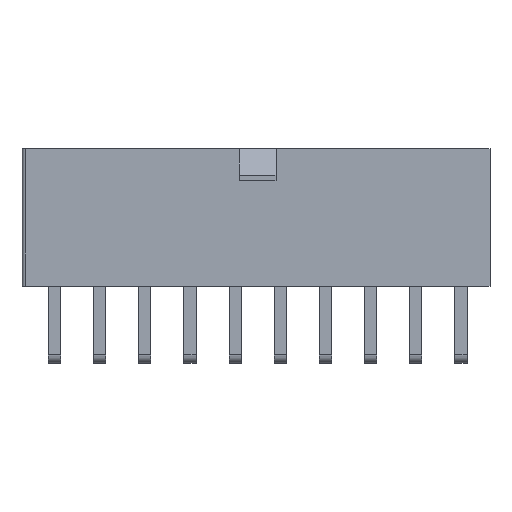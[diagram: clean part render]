
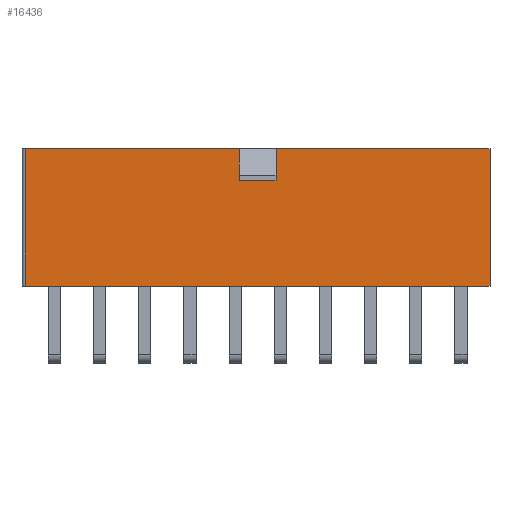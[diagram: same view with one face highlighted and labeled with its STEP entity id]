
A CAD part, top view. The second image highlights one B-rep face of the part: STEP entity #16436.
In plain terms, the highlighted planar face has unit normal (0, 0, 1).
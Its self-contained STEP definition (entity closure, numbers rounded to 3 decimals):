
#1851=ORIENTED_EDGE('',*,*,#4430,.T.);
#1852=ORIENTED_EDGE('',*,*,#4431,.T.);
#1853=ORIENTED_EDGE('',*,*,#4396,.F.);
#1854=ORIENTED_EDGE('',*,*,#4432,.T.);
#1855=ORIENTED_EDGE('',*,*,#4433,.T.);
#1856=ORIENTED_EDGE('',*,*,#4434,.F.);
#1857=ORIENTED_EDGE('',*,*,#4398,.F.);
#1858=ORIENTED_EDGE('',*,*,#4435,.F.);
#4396=EDGE_CURVE('',#5743,#5744,#7075,.T.);
#4398=EDGE_CURVE('',#5745,#5742,#7077,.T.);
#4430=EDGE_CURVE('',#5770,#5771,#7109,.T.);
#4431=EDGE_CURVE('',#5771,#5744,#7110,.T.);
#4432=EDGE_CURVE('',#5743,#5772,#7111,.T.);
#4433=EDGE_CURVE('',#5772,#5773,#7112,.T.);
#4434=EDGE_CURVE('',#5742,#5773,#7113,.T.);
#4435=EDGE_CURVE('',#5770,#5745,#7114,.T.);
#5742=VERTEX_POINT('',#22415);
#5743=VERTEX_POINT('',#22418);
#5744=VERTEX_POINT('',#22420);
#5745=VERTEX_POINT('',#22422);
#5770=VERTEX_POINT('',#22481);
#5771=VERTEX_POINT('',#22482);
#5772=VERTEX_POINT('',#22485);
#5773=VERTEX_POINT('',#22487);
#7075=LINE('',#22419,#8702);
#7077=LINE('',#22423,#8704);
#7109=LINE('',#22480,#8736);
#7110=LINE('',#22483,#8737);
#7111=LINE('',#22484,#8738);
#7112=LINE('',#22486,#8739);
#7113=LINE('',#22488,#8740);
#7114=LINE('',#22489,#8741);
#8702=VECTOR('',#19144,1000.);
#8704=VECTOR('',#19146,1000.);
#8736=VECTOR('',#19180,1000.);
#8737=VECTOR('',#19181,1000.);
#8738=VECTOR('',#19182,1000.);
#8739=VECTOR('',#19183,1000.);
#8740=VECTOR('',#19184,1000.);
#8741=VECTOR('',#19185,1000.);
#9789=EDGE_LOOP('',(#1851,#1852,#1853,#1854,#1855,#1856,#1857,#1858));
#10548=FACE_BOUND('',#9789,.T.);
#11242=PLANE('',#17134);
#16436=ADVANCED_FACE('',(#10548),#11242,.T.);
#17134=AXIS2_PLACEMENT_3D('',#22479,#19178,#19179);
#19144=DIRECTION('',(-1.,0.,0.));
#19146=DIRECTION('',(-1.,0.,0.));
#19178=DIRECTION('',(0.,0.,1.));
#19179=DIRECTION('',(1.,0.,0.));
#19180=DIRECTION('',(1.,0.,0.));
#19181=DIRECTION('',(0.,-1.,0.));
#19182=DIRECTION('',(0.,1.,0.));
#19183=DIRECTION('',(-1.,0.,0.));
#19184=DIRECTION('',(0.,1.,0.));
#19185=DIRECTION('',(0.,-1.,0.));
#22415=CARTESIAN_POINT('',(-21.6,-6.4,4.8));
#22418=CARTESIAN_POINT('',(21.6,-6.4,4.8));
#22419=CARTESIAN_POINT('',(21.6,-6.4,4.8));
#22420=CARTESIAN_POINT('',(1.7,-6.4,4.8));
#22422=CARTESIAN_POINT('',(-1.7,-6.4,4.8));
#22423=CARTESIAN_POINT('',(21.6,-6.4,4.8));
#22479=CARTESIAN_POINT('',(21.6,-6.4,4.8));
#22480=CARTESIAN_POINT('',(-1.7,-3.4,4.8));
#22481=CARTESIAN_POINT('',(-1.7,-3.4,4.8));
#22482=CARTESIAN_POINT('',(1.7,-3.4,4.8));
#22483=CARTESIAN_POINT('',(1.7,-3.4,4.8));
#22484=CARTESIAN_POINT('',(21.6,-6.4,4.8));
#22485=CARTESIAN_POINT('',(21.6,6.4,4.8));
#22486=CARTESIAN_POINT('',(21.6,6.4,4.8));
#22487=CARTESIAN_POINT('',(-21.6,6.4,4.8));
#22488=CARTESIAN_POINT('',(-21.6,-6.4,4.8));
#22489=CARTESIAN_POINT('',(-1.7,-3.4,4.8));
